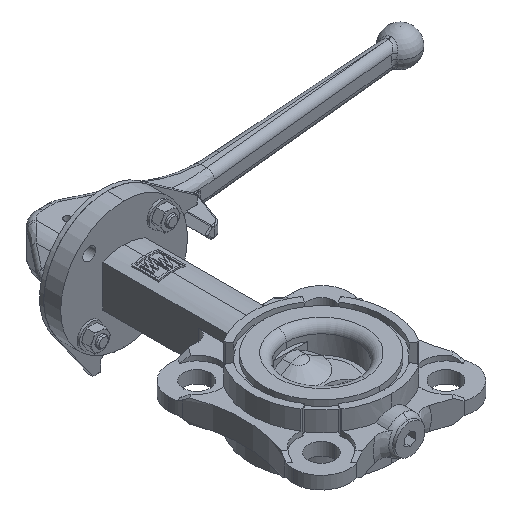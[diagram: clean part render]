
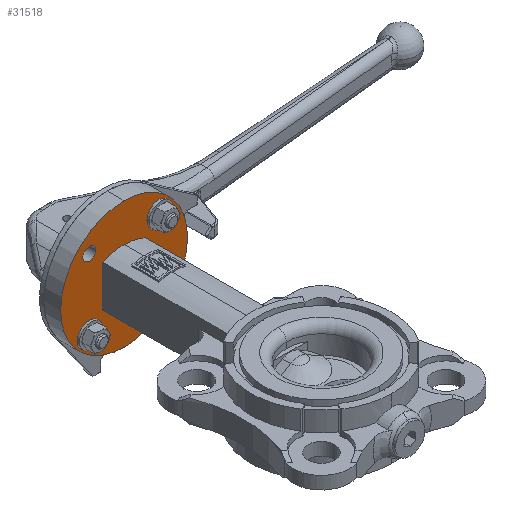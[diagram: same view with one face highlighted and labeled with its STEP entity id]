
A CAD part, isometric view. The second image highlights one B-rep face of the part: STEP entity #31518.
In plain terms, the highlighted planar face has unit normal (0, -1, 0).
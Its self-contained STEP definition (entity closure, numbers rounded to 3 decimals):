
#271 = EDGE_LOOP ( 'NONE', ( #28391, #9528 ) ) ;
#320 = ORIENTED_EDGE ( 'NONE', *, *, #17108, .F. ) ;
#626 = CIRCLE ( 'NONE', #8164, 45. ) ;
#689 = AXIS2_PLACEMENT_3D ( 'NONE', #4481, #31975, #7107 ) ;
#703 = DIRECTION ( 'NONE',  ( 0., -1., 0. ) ) ;
#729 = EDGE_LOOP ( 'NONE', ( #29653, #11152 ) ) ;
#737 = CARTESIAN_POINT ( 'NONE',  ( 20.249, 140., -24.749 ) ) ;
#766 = AXIS2_PLACEMENT_3D ( 'NONE', #4981, #12249, #12483 ) ;
#1640 = VERTEX_POINT ( 'NONE', #22631 ) ;
#1652 = DIRECTION ( 'NONE',  ( 0., 0., 1. ) ) ;
#1756 = DIRECTION ( 'NONE',  ( 0., 0., -1. ) ) ;
#1759 = ORIENTED_EDGE ( 'NONE', *, *, #6084, .F. ) ;
#2038 = PLANE ( 'NONE',  #14836 ) ;
#2361 = ORIENTED_EDGE ( 'NONE', *, *, #23371, .F. ) ;
#2967 = FACE_BOUND ( 'NONE', #12247, .T. ) ;
#3165 = CIRCLE ( 'NONE', #766, 45. ) ;
#3668 = AXIS2_PLACEMENT_3D ( 'NONE', #14817, #7476, #20032 ) ;
#3956 = EDGE_CURVE ( 'NONE', #23382, #22764, #15655, .T. ) ;
#4440 = DIRECTION ( 'NONE',  ( 0., -1., 0. ) ) ;
#4472 = EDGE_CURVE ( 'NONE', #13902, #20606, #22074, .T. ) ;
#4481 = CARTESIAN_POINT ( 'NONE',  ( 0., 140., 18. ) ) ;
#4652 = CARTESIAN_POINT ( 'NONE',  ( 24.749, 140., 24.749 ) ) ;
#4700 = DIRECTION ( 'NONE',  ( 0., -1., 0. ) ) ;
#4963 = ORIENTED_EDGE ( 'NONE', *, *, #27825, .F. ) ;
#4981 = CARTESIAN_POINT ( 'NONE',  ( 0., 140., 0. ) ) ;
#5017 = AXIS2_PLACEMENT_3D ( 'NONE', #24111, #21718, #19240 ) ;
#5155 = DIRECTION ( 'NONE',  ( 0., 0., -1. ) ) ;
#5478 = CARTESIAN_POINT ( 'NONE',  ( 0., 140., -18. ) ) ;
#5521 = VERTEX_POINT ( 'NONE', #18577 ) ;
#5674 = CIRCLE ( 'NONE', #5017, 4.5 ) ;
#5709 = ORIENTED_EDGE ( 'NONE', *, *, #3956, .T. ) ;
#5719 = AXIS2_PLACEMENT_3D ( 'NONE', #26816, #4700, #31968 ) ;
#5849 = AXIS2_PLACEMENT_3D ( 'NONE', #25595, #12925, #10762 ) ;
#6084 = EDGE_CURVE ( 'NONE', #19474, #18157, #626, .T. ) ;
#6167 = CARTESIAN_POINT ( 'NONE',  ( 0., 140., 0. ) ) ;
#6517 = AXIS2_PLACEMENT_3D ( 'NONE', #23118, #703, #22924 ) ;
#6769 = ORIENTED_EDGE ( 'NONE', *, *, #10436, .F. ) ;
#7022 = EDGE_CURVE ( 'NONE', #23382, #1640, #12182, .T. ) ;
#7093 = CIRCLE ( 'NONE', #3668, 4.5 ) ;
#7107 = DIRECTION ( 'NONE',  ( 0., 0., -1. ) ) ;
#7476 = DIRECTION ( 'NONE',  ( 0., -1., 0. ) ) ;
#7803 = LINE ( 'NONE', #16432, #17071 ) ;
#8141 = EDGE_CURVE ( 'NONE', #14274, #5521, #21401, .T. ) ;
#8164 = AXIS2_PLACEMENT_3D ( 'NONE', #6167, #28483, #21043 ) ;
#8449 = CARTESIAN_POINT ( 'NONE',  ( 24.749, 140., 29.249 ) ) ;
#8939 = DIRECTION ( 'NONE',  ( 0., -1., 0. ) ) ;
#9082 = VECTOR ( 'NONE', #13247, 1000. ) ;
#9108 = CARTESIAN_POINT ( 'NONE',  ( -20.249, 140., 24.749 ) ) ;
#9528 = ORIENTED_EDGE ( 'NONE', *, *, #16786, .F. ) ;
#9538 = AXIS2_PLACEMENT_3D ( 'NONE', #12039, #4440, #1756 ) ;
#9730 = ORIENTED_EDGE ( 'NONE', *, *, #12531, .F. ) ;
#10203 = DIRECTION ( 'NONE',  ( 0., 1., 0. ) ) ;
#10436 = EDGE_CURVE ( 'NONE', #20606, #22764, #27810, .T. ) ;
#10762 = DIRECTION ( 'NONE',  ( 0., 0., -1. ) ) ;
#11152 = ORIENTED_EDGE ( 'NONE', *, *, #18594, .F. ) ;
#11213 = CIRCLE ( 'NONE', #28611, 4.5 ) ;
#11755 = CIRCLE ( 'NONE', #6517, 4.5 ) ;
#12000 = EDGE_LOOP ( 'NONE', ( #320, #9730 ) ) ;
#12039 = CARTESIAN_POINT ( 'NONE',  ( 24.749, 140., 24.749 ) ) ;
#12172 = EDGE_LOOP ( 'NONE', ( #2361, #4963 ) ) ;
#12182 = CIRCLE ( 'NONE', #689, 36. ) ;
#12247 = EDGE_LOOP ( 'NONE', ( #26806, #5709, #6769, #15870, #24705 ) ) ;
#12249 = DIRECTION ( 'NONE',  ( 0., 1., 0. ) ) ;
#12483 = DIRECTION ( 'NONE',  ( 0., 0., 1. ) ) ;
#12531 = EDGE_CURVE ( 'NONE', #15798, #28219, #11755, .T. ) ;
#12925 = DIRECTION ( 'NONE',  ( 0., -1., 0. ) ) ;
#13247 = DIRECTION ( 'NONE',  ( 0., 0., 1. ) ) ;
#13610 = AXIS2_PLACEMENT_3D ( 'NONE', #4652, #17019, #17138 ) ;
#13692 = EDGE_CURVE ( 'NONE', #1640, #13902, #7803, .T. ) ;
#13902 = VERTEX_POINT ( 'NONE', #23418 ) ;
#14274 = VERTEX_POINT ( 'NONE', #30874 ) ;
#14817 = CARTESIAN_POINT ( 'NONE',  ( 24.749, 140., -24.749 ) ) ;
#14836 = AXIS2_PLACEMENT_3D ( 'NONE', #22409, #10203, #27395 ) ;
#15018 = DIRECTION ( 'NONE',  ( 0., -1., 0. ) ) ;
#15326 = CARTESIAN_POINT ( 'NONE',  ( 24.749, 140., 20.249 ) ) ;
#15578 = CARTESIAN_POINT ( 'NONE',  ( -15., 140., 14.726 ) ) ;
#15655 = LINE ( 'NONE', #15747, #9082 ) ;
#15747 = CARTESIAN_POINT ( 'NONE',  ( -15., 140., 0. ) ) ;
#15798 = VERTEX_POINT ( 'NONE', #16584 ) ;
#15870 = ORIENTED_EDGE ( 'NONE', *, *, #4472, .F. ) ;
#16432 = CARTESIAN_POINT ( 'NONE',  ( 15., 140., 0. ) ) ;
#16483 = CARTESIAN_POINT ( 'NONE',  ( -24.749, 140., -24.749 ) ) ;
#16584 = CARTESIAN_POINT ( 'NONE',  ( -29.249, 140., 24.749 ) ) ;
#16786 = EDGE_CURVE ( 'NONE', #22136, #22859, #7093, .T. ) ;
#16873 = FACE_BOUND ( 'NONE', #12000, .T. ) ;
#16909 = FACE_OUTER_BOUND ( 'NONE', #20444, .T. ) ;
#17019 = DIRECTION ( 'NONE',  ( 0., -1., 0. ) ) ;
#17071 = VECTOR ( 'NONE', #19040, 1000. ) ;
#17108 = EDGE_CURVE ( 'NONE', #28219, #15798, #25271, .T. ) ;
#17138 = DIRECTION ( 'NONE',  ( 0., 0., -1. ) ) ;
#17198 = AXIS2_PLACEMENT_3D ( 'NONE', #20723, #23329, #23527 ) ;
#17636 = AXIS2_PLACEMENT_3D ( 'NONE', #5478, #15018, #5155 ) ;
#17701 = EDGE_CURVE ( 'NONE', #18157, #19474, #3165, .T. ) ;
#17760 = CARTESIAN_POINT ( 'NONE',  ( 0., 140., 45. ) ) ;
#18157 = VERTEX_POINT ( 'NONE', #17760 ) ;
#18577 = CARTESIAN_POINT ( 'NONE',  ( -24.749, 140., -29.249 ) ) ;
#18594 = EDGE_CURVE ( 'NONE', #5521, #14274, #11213, .T. ) ;
#19040 = DIRECTION ( 'NONE',  ( 0., 0., 1. ) ) ;
#19240 = DIRECTION ( 'NONE',  ( -1., 0., 0. ) ) ;
#19474 = VERTEX_POINT ( 'NONE', #19909 ) ;
#19909 = CARTESIAN_POINT ( 'NONE',  ( 0., 140., -45. ) ) ;
#20032 = DIRECTION ( 'NONE',  ( -1., 0., 0. ) ) ;
#20444 = EDGE_LOOP ( 'NONE', ( #27606, #1759 ) ) ;
#20606 = VERTEX_POINT ( 'NONE', #25502 ) ;
#20723 = CARTESIAN_POINT ( 'NONE',  ( -24.749, 140., -24.749 ) ) ;
#20797 = VERTEX_POINT ( 'NONE', #15326 ) ;
#21043 = DIRECTION ( 'NONE',  ( 0., 0., 1. ) ) ;
#21401 = CIRCLE ( 'NONE', #17198, 4.5 ) ;
#21718 = DIRECTION ( 'NONE',  ( 0., -1., 0. ) ) ;
#21986 = CARTESIAN_POINT ( 'NONE',  ( -15., 140., -14.726 ) ) ;
#22074 = CIRCLE ( 'NONE', #17636, 36. ) ;
#22136 = VERTEX_POINT ( 'NONE', #30527 ) ;
#22207 = CIRCLE ( 'NONE', #13610, 4.5 ) ;
#22409 = CARTESIAN_POINT ( 'NONE',  ( 0., 140., 0. ) ) ;
#22631 = CARTESIAN_POINT ( 'NONE',  ( 15., 140., -14.726 ) ) ;
#22764 = VERTEX_POINT ( 'NONE', #15578 ) ;
#22859 = VERTEX_POINT ( 'NONE', #737 ) ;
#22924 = DIRECTION ( 'NONE',  ( 1., 0., 0. ) ) ;
#23118 = CARTESIAN_POINT ( 'NONE',  ( -24.749, 140., 24.749 ) ) ;
#23329 = DIRECTION ( 'NONE',  ( 0., -1., 0. ) ) ;
#23371 = EDGE_CURVE ( 'NONE', #20797, #26706, #30141, .T. ) ;
#23382 = VERTEX_POINT ( 'NONE', #21986 ) ;
#23418 = CARTESIAN_POINT ( 'NONE',  ( 15., 140., 14.726 ) ) ;
#23527 = DIRECTION ( 'NONE',  ( 0., 0., 1. ) ) ;
#24111 = CARTESIAN_POINT ( 'NONE',  ( 24.749, 140., -24.749 ) ) ;
#24705 = ORIENTED_EDGE ( 'NONE', *, *, #13692, .F. ) ;
#25044 = FACE_BOUND ( 'NONE', #271, .T. ) ;
#25271 = CIRCLE ( 'NONE', #5719, 4.5 ) ;
#25489 = EDGE_CURVE ( 'NONE', #22859, #22136, #5674, .T. ) ;
#25502 = CARTESIAN_POINT ( 'NONE',  ( 0., 140., 18. ) ) ;
#25595 = CARTESIAN_POINT ( 'NONE',  ( 0., 140., -18. ) ) ;
#26706 = VERTEX_POINT ( 'NONE', #8449 ) ;
#26806 = ORIENTED_EDGE ( 'NONE', *, *, #7022, .F. ) ;
#26816 = CARTESIAN_POINT ( 'NONE',  ( -24.749, 140., 24.749 ) ) ;
#26927 = FACE_BOUND ( 'NONE', #729, .T. ) ;
#27395 = DIRECTION ( 'NONE',  ( 0., 0., 1. ) ) ;
#27606 = ORIENTED_EDGE ( 'NONE', *, *, #17701, .F. ) ;
#27810 = CIRCLE ( 'NONE', #5849, 36. ) ;
#27825 = EDGE_CURVE ( 'NONE', #26706, #20797, #22207, .T. ) ;
#28219 = VERTEX_POINT ( 'NONE', #9108 ) ;
#28391 = ORIENTED_EDGE ( 'NONE', *, *, #25489, .F. ) ;
#28483 = DIRECTION ( 'NONE',  ( 0., 1., 0. ) ) ;
#28611 = AXIS2_PLACEMENT_3D ( 'NONE', #16483, #8939, #1652 ) ;
#29653 = ORIENTED_EDGE ( 'NONE', *, *, #8141, .F. ) ;
#30141 = CIRCLE ( 'NONE', #9538, 4.5 ) ;
#30527 = CARTESIAN_POINT ( 'NONE',  ( 29.249, 140., -24.749 ) ) ;
#30815 = FACE_BOUND ( 'NONE', #12172, .T. ) ;
#30874 = CARTESIAN_POINT ( 'NONE',  ( -24.749, 140., -20.249 ) ) ;
#31518 = ADVANCED_FACE ( 'NONE', ( #16909, #26927, #16873, #30815, #25044, #2967 ), #2038, .F. ) ;
#31968 = DIRECTION ( 'NONE',  ( 1., 0., 0. ) ) ;
#31975 = DIRECTION ( 'NONE',  ( 0., -1., 0. ) ) ;
